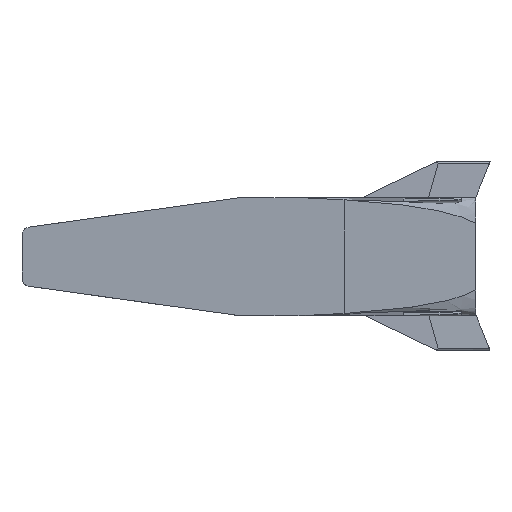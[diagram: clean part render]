
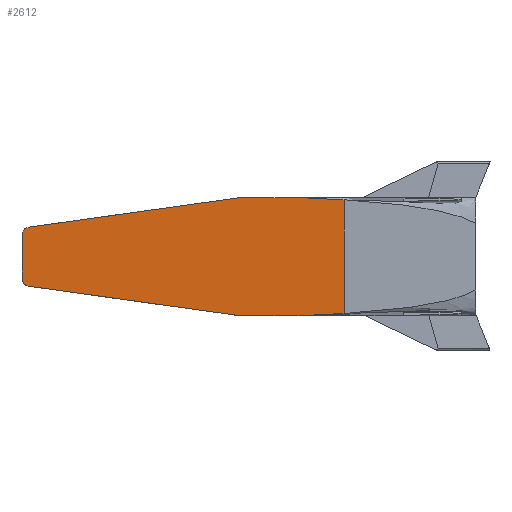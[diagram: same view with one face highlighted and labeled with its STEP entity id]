
A CAD part, top view. The second image highlights one B-rep face of the part: STEP entity #2612.
In plain terms, the highlighted planar face has unit normal (-0.074, 0, 0.997).
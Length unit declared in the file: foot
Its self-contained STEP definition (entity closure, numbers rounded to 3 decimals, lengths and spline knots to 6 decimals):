
#50=B_SPLINE_CURVE_WITH_KNOTS('',3,(#3803,#3804,#3805,#3806,#3807,#3808),
 .UNSPECIFIED.,.F.,.F.,(4,2,4),(0.050121,16.232362,30.654928),
 .UNSPECIFIED.);
#55=B_SPLINE_CURVE_WITH_KNOTS('',3,(#4018,#4019,#4020,#4021,#4022,#4023),
 .UNSPECIFIED.,.F.,.F.,(4,2,4),(0.,14.938701,31.717382),
 .UNSPECIFIED.);
#72=ELLIPSE('',#2793,0.608808,0.045);
#73=ELLIPSE('',#2797,0.608808,0.045);
#75=ELLIPSE('',#2806,0.161692,0.16125);
#77=ELLIPSE('',#2810,0.161692,0.16125);
#78=ELLIPSE('',#2813,0.161692,0.16125);
#80=ELLIPSE('',#2816,0.161692,0.16125);
#153=FACE_OUTER_BOUND('',#291,.T.);
#291=EDGE_LOOP('',(#1824,#1825,#1826,#1827,#1828,#1829,#1830,#1831,#1832,
#1833,#1834,#1835,#1836,#1837,#1838,#1839,#1840,#1841));
#414=LINE('',#3709,#745);
#424=LINE('',#3740,#755);
#436=LINE('',#4040,#767);
#442=LINE('',#4051,#773);
#445=LINE('',#4059,#776);
#449=LINE('',#4071,#780);
#451=LINE('',#4079,#782);
#456=LINE('',#4096,#787);
#459=LINE('',#4101,#790);
#460=LINE('',#4102,#791);
#745=VECTOR('',#2989,0.032808);
#755=VECTOR('',#3021,0.032808);
#767=VECTOR('',#3051,0.032808);
#773=VECTOR('',#3061,0.032808);
#776=VECTOR('',#3066,0.032808);
#780=VECTOR('',#3078,0.032808);
#782=VECTOR('',#3088,0.032808);
#787=VECTOR('',#3107,0.032808);
#790=VECTOR('',#3112,0.032808);
#791=VECTOR('',#3113,0.032808);
#1078=VERTEX_POINT('',#3706);
#1079=VERTEX_POINT('',#3708);
#1088=VERTEX_POINT('',#3737);
#1089=VERTEX_POINT('',#3739);
#1092=VERTEX_POINT('',#3747);
#1094=VERTEX_POINT('',#3802);
#1098=VERTEX_POINT('',#4006);
#1099=VERTEX_POINT('',#4017);
#1102=VERTEX_POINT('',#4039);
#1105=VERTEX_POINT('',#4049);
#1108=VERTEX_POINT('',#4056);
#1109=VERTEX_POINT('',#4058);
#1111=VERTEX_POINT('',#4064);
#1113=VERTEX_POINT('',#4070);
#1114=VERTEX_POINT('',#4077);
#1115=VERTEX_POINT('',#4078);
#1118=VERTEX_POINT('',#4089);
#1120=VERTEX_POINT('',#4095);
#1326=EDGE_CURVE('',#1079,#1078,#414,.T.);
#1342=EDGE_CURVE('',#1089,#1088,#424,.T.);
#1346=EDGE_CURVE('',#1092,#1089,#72,.T.);
#1349=EDGE_CURVE('',#1094,#1092,#50,.T.);
#1354=EDGE_CURVE('',#1099,#1098,#55,.T.);
#1357=EDGE_CURVE('',#1078,#1099,#73,.T.);
#1364=EDGE_CURVE('',#1102,#1079,#436,.T.);
#1370=EDGE_CURVE('',#1088,#1105,#442,.T.);
#1373=EDGE_CURVE('',#1109,#1108,#445,.T.);
#1376=EDGE_CURVE('',#1111,#1109,#75,.T.);
#1379=EDGE_CURVE('',#1113,#1111,#449,.T.);
#1382=EDGE_CURVE('',#1105,#1113,#77,.T.);
#1383=EDGE_CURVE('',#1114,#1115,#451,.T.);
#1387=EDGE_CURVE('',#1115,#1102,#78,.T.);
#1389=EDGE_CURVE('',#1118,#1114,#80,.T.);
#1392=EDGE_CURVE('',#1120,#1118,#456,.T.);
#1395=EDGE_CURVE('',#1120,#1108,#459,.T.);
#1396=EDGE_CURVE('',#1098,#1094,#460,.T.);
#1824=ORIENTED_EDGE('',*,*,#1342,.T.);
#1825=ORIENTED_EDGE('',*,*,#1370,.T.);
#1826=ORIENTED_EDGE('',*,*,#1382,.T.);
#1827=ORIENTED_EDGE('',*,*,#1379,.T.);
#1828=ORIENTED_EDGE('',*,*,#1376,.T.);
#1829=ORIENTED_EDGE('',*,*,#1373,.T.);
#1830=ORIENTED_EDGE('',*,*,#1395,.F.);
#1831=ORIENTED_EDGE('',*,*,#1392,.T.);
#1832=ORIENTED_EDGE('',*,*,#1389,.T.);
#1833=ORIENTED_EDGE('',*,*,#1383,.T.);
#1834=ORIENTED_EDGE('',*,*,#1387,.T.);
#1835=ORIENTED_EDGE('',*,*,#1364,.T.);
#1836=ORIENTED_EDGE('',*,*,#1326,.T.);
#1837=ORIENTED_EDGE('',*,*,#1357,.T.);
#1838=ORIENTED_EDGE('',*,*,#1354,.T.);
#1839=ORIENTED_EDGE('',*,*,#1396,.T.);
#1840=ORIENTED_EDGE('',*,*,#1349,.T.);
#1841=ORIENTED_EDGE('',*,*,#1346,.T.);
#2485=PLANE('',#2819);
#2612=ADVANCED_FACE('',(#153),#2485,.T.);
#2793=AXIS2_PLACEMENT_3D('',#3748,#3027,#3028);
#2797=AXIS2_PLACEMENT_3D('',#4027,#3037,#3038);
#2806=AXIS2_PLACEMENT_3D('',#4065,#3072,#3073);
#2810=AXIS2_PLACEMENT_3D('',#4075,#3084,#3085);
#2813=AXIS2_PLACEMENT_3D('',#4086,#3094,#3095);
#2816=AXIS2_PLACEMENT_3D('',#4090,#3100,#3101);
#2819=AXIS2_PLACEMENT_3D('',#4100,#3110,#3111);
#2989=DIRECTION('',(0.997,-0.004,0.074));
#3021=DIRECTION('',(-0.997,-0.004,-0.074));
#3027=DIRECTION('center_axis',(-0.074,0.,0.997));
#3028=DIRECTION('ref_axis',(-0.997,0.,-0.074));
#3037=DIRECTION('center_axis',(-0.074,0.,0.997));
#3038=DIRECTION('ref_axis',(0.997,0.,0.074));
#3051=DIRECTION('',(0.988,-0.138,0.073));
#3061=DIRECTION('',(-0.988,-0.138,-0.073));
#3066=DIRECTION('',(-0.447,-0.894,-0.033));
#3072=DIRECTION('center_axis',(-0.074,0.,0.997));
#3073=DIRECTION('ref_axis',(-0.997,0.,-0.074));
#3078=DIRECTION('',(-0.946,-0.315,-0.07));
#3084=DIRECTION('center_axis',(-0.074,0.,0.997));
#3085=DIRECTION('ref_axis',(-0.997,0.,-0.074));
#3088=DIRECTION('',(0.946,-0.315,0.07));
#3094=DIRECTION('center_axis',(-0.074,0.,0.997));
#3095=DIRECTION('ref_axis',(-0.997,0.,-0.074));
#3100=DIRECTION('center_axis',(-0.074,0.,0.997));
#3101=DIRECTION('ref_axis',(-0.997,0.,-0.074));
#3107=DIRECTION('',(0.447,-0.894,0.033));
#3110=DIRECTION('center_axis',(-0.074,0.,0.997));
#3111=DIRECTION('ref_axis',(0.997,0.,0.074));
#3112=DIRECTION('',(0.,1.,0.));
#3113=DIRECTION('',(0.,1.,0.));
#3706=CARTESIAN_POINT('',(7.107663,0.001221,0.556803));
#3708=CARTESIAN_POINT('',(5.712327,0.006664,0.453384));
#3709=CARTESIAN_POINT('',(0.007001,0.02892,0.030519));
#3737=CARTESIAN_POINT('',(5.712327,3.113336,0.453384));
#3739=CARTESIAN_POINT('',(7.107663,3.118779,0.556803));
#3740=CARTESIAN_POINT('',(0.013474,3.091105,0.030999));
#3747=CARTESIAN_POINT('',(7.497294,3.110201,0.585682));
#3748=CARTESIAN_POINT('Origin',(7.139574,3.073841,0.559168));
#3802=CARTESIAN_POINT('',(8.5,3.06,0.66));
#3803=CARTESIAN_POINT('Ctrl Pts',(8.5,3.06,0.66));
#3804=CARTESIAN_POINT('Ctrl Pts',(8.323975,3.071721,0.646953));
#3805=CARTESIAN_POINT('Ctrl Pts',(8.159592,3.07965,0.63477));
#3806=CARTESIAN_POINT('Ctrl Pts',(7.813394,3.095063,0.60911));
#3807=CARTESIAN_POINT('Ctrl Pts',(7.66006,3.101404,0.597746));
#3808=CARTESIAN_POINT('Ctrl Pts',(7.497294,3.110201,0.585682));
#4006=CARTESIAN_POINT('',(8.5,0.06,0.66));
#4017=CARTESIAN_POINT('',(7.497294,0.009799,0.585682));
#4018=CARTESIAN_POINT('Ctrl Pts',(7.497294,0.009799,0.585682));
#4019=CARTESIAN_POINT('Ctrl Pts',(7.659983,0.018592,0.59774));
#4020=CARTESIAN_POINT('Ctrl Pts',(7.813244,0.024931,0.609099));
#4021=CARTESIAN_POINT('Ctrl Pts',(8.159471,0.040344,0.634761));
#4022=CARTESIAN_POINT('Ctrl Pts',(8.323897,0.048273,0.646948));
#4023=CARTESIAN_POINT('Ctrl Pts',(8.5,0.06,0.66));
#4027=CARTESIAN_POINT('Origin',(7.139574,0.046159,0.559168));
#4039=CARTESIAN_POINT('',(0.194642,0.777953,0.044426));
#4040=CARTESIAN_POINT('',(0.222923,0.774,0.046523));
#4049=CARTESIAN_POINT('',(0.194642,2.342047,0.044426));
#4051=CARTESIAN_POINT('',(2.77795,2.703154,0.235895));
#4056=CARTESIAN_POINT('',(0.,2.18,0.03));
#4058=CARTESIAN_POINT('',(0.03013,2.24026,0.032233));
#4059=CARTESIAN_POINT('',(-0.405888,1.368224,-0.000083));
#4064=CARTESIAN_POINT('',(0.123364,2.321121,0.039143));
#4065=CARTESIAN_POINT('Origin',(0.174356,2.168146,0.042923));
#4070=CARTESIAN_POINT('',(0.165974,2.335325,0.042302));
#4071=CARTESIAN_POINT('',(-0.192357,2.215881,0.015743));
#4075=CARTESIAN_POINT('Origin',(0.216966,2.182349,0.046081));
#4077=CARTESIAN_POINT('',(0.123364,0.798879,0.039143));
#4078=CARTESIAN_POINT('',(0.165974,0.784675,0.042302));
#4079=CARTESIAN_POINT('',(0.252141,0.755953,0.048688));
#4086=CARTESIAN_POINT('Origin',(0.216966,0.937651,0.046081));
#4089=CARTESIAN_POINT('',(0.03013,0.879741,0.032233));
#4090=CARTESIAN_POINT('Origin',(0.174356,0.951854,0.042923));
#4095=CARTESIAN_POINT('',(0.,0.94,0.03));
#4096=CARTESIAN_POINT('',(0.202379,0.535242,0.045));
#4100=CARTESIAN_POINT('Origin',(0.,0.,0.03));
#4101=CARTESIAN_POINT('',(0.,0.,0.03));
#4102=CARTESIAN_POINT('',(8.5,0.,0.66));
